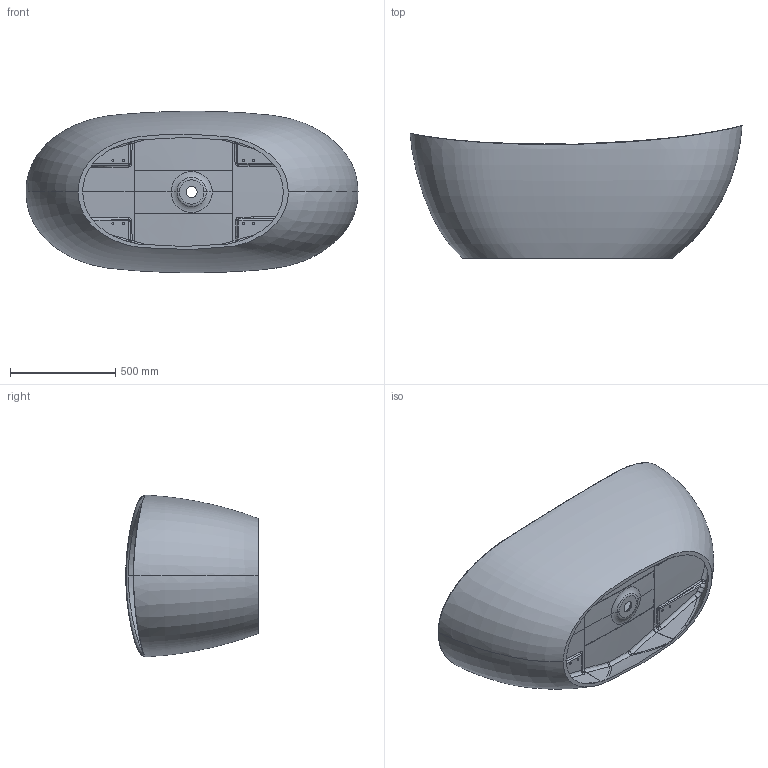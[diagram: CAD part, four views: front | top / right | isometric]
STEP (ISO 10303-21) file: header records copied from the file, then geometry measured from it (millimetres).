
FILE_DESCRIPTION (( 'STEP AP203' ), '1' );
FILE_NAME ('F2550160.step', '2022-03-15T12:49:46', ( '' ), ( '' ), 'SwSTEP 2.0', 'SolidWorks 2021', '' );
FILE_SCHEMA (( 'CONFIG_CONTROL_DESIGN' ));
Length unit declared in the file: millimetre
Products named in the file (1): F2550160
Bounding box: 1580.15 x 630.04 x 769.92 mm (x, y, z)
Volume: 45684406.1 mm3; surface area: 5241767.1 mm2
Topology: 1 solids, 1 shells, 233 faces, 571 edges, 336 vertices
Faces by surface type: bspline 125, cylinder 46, plane 31, cone 15, torus 12, sphere 4
Entity records: 66068 total; most frequent: CARTESIAN_POINT 61582, ORIENTED_EDGE 1106, DIRECTION 664, EDGE_CURVE 553, VERTEX_POINT 330, AXIS2_PLACEMENT_3D 291, B_SPLINE_CURVE_WITH_KNOTS 275, EDGE_LOOP 243
